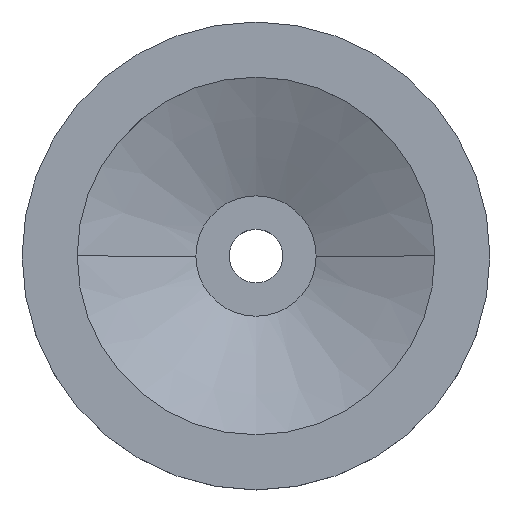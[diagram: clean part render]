
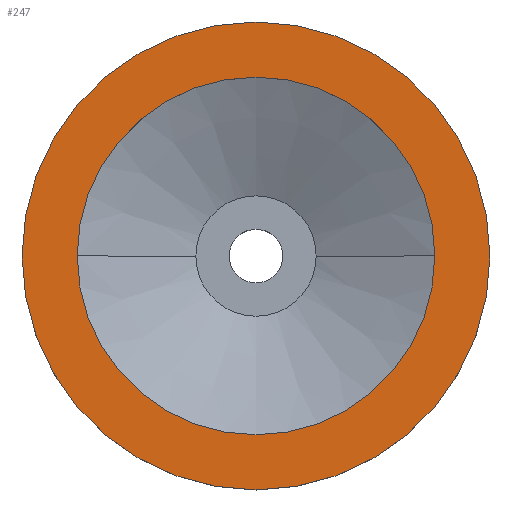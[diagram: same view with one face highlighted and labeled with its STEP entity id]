
A CAD part, top view. The second image highlights one B-rep face of the part: STEP entity #247.
In plain terms, the highlighted planar face has unit normal (0, 0, 1).
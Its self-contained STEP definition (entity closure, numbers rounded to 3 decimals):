
#147=EDGE_CURVE('',#245,#269,#339,.T.);
#161=EDGE_CURVE('',#183,#207,#356,.T.);
#173=EDGE_CURVE('',#207,#183,#369,.T.);
#183=VERTEX_POINT('',#380);
#207=VERTEX_POINT('',#408);
#233=EDGE_CURVE('',#269,#245,#437,.T.);
#245=VERTEX_POINT('',#450);
#247=ADVANCED_FACE('',(#452,#453),#454,.T.);
#269=VERTEX_POINT('',#478);
#339=CIRCLE('',#551,70.0);
#356=CIRCLE('',#570,53.5);
#369=CIRCLE('',#587,53.5);
#380=CARTESIAN_POINT('',(-53.5,0.,36.0));
#408=CARTESIAN_POINT('',(53.5,0.,36.0));
#437=CIRCLE('',#678,70.0);
#450=CARTESIAN_POINT('',(70.0,0.,36.0));
#452=FACE_OUTER_BOUND('',#696,.T.);
#453=FACE_BOUND('',#697,.T.);
#454=PLANE('',#698);
#478=CARTESIAN_POINT('',(-70.0,0.,36.0));
#551=AXIS2_PLACEMENT_3D('',#806,#807,#808);
#570=AXIS2_PLACEMENT_3D('',#836,#837,#838);
#587=AXIS2_PLACEMENT_3D('',#856,#857,#858);
#678=AXIS2_PLACEMENT_3D('',#933,#934,#935);
#696=EDGE_LOOP('',(#949,#950));
#697=EDGE_LOOP('',(#951,#952));
#698=AXIS2_PLACEMENT_3D('',#953,#954,#955);
#806=CARTESIAN_POINT('',(0.,0.,36.0));
#807=DIRECTION('',(-0.0,0.0,-1.0));
#808=DIRECTION('',(-1.0,0.,0.0));
#836=CARTESIAN_POINT('',(0.,0.,36.0));
#837=DIRECTION('',(-0.0,0.0,-1.0));
#838=DIRECTION('',(-1.0,0.,0.0));
#856=CARTESIAN_POINT('',(0.,0.,36.0));
#857=DIRECTION('',(-0.0,0.0,-1.0));
#858=DIRECTION('',(-1.0,0.,0.0));
#933=CARTESIAN_POINT('',(0.,0.,36.0));
#934=DIRECTION('',(-0.0,0.0,-1.0));
#935=DIRECTION('',(-1.0,0.,0.0));
#949=ORIENTED_EDGE('',*,*,#233,.F.);
#950=ORIENTED_EDGE('',*,*,#147,.F.);
#951=ORIENTED_EDGE('',*,*,#161,.T.);
#952=ORIENTED_EDGE('',*,*,#173,.T.);
#953=CARTESIAN_POINT('',(-61.75,0.,36.0));
#954=DIRECTION('',(0.0,0.0,1.0));
#955=DIRECTION('',(-1.0,0.,0.0));
